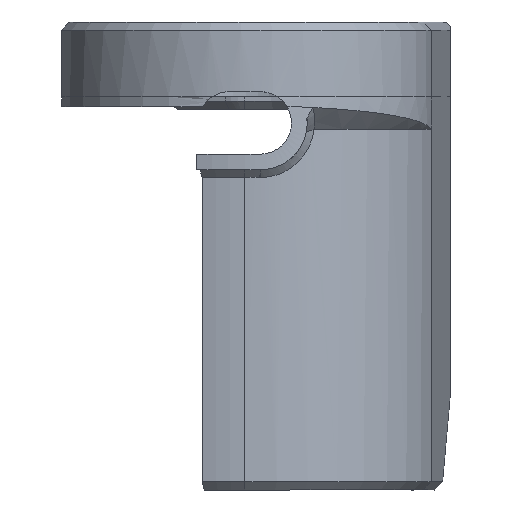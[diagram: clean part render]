
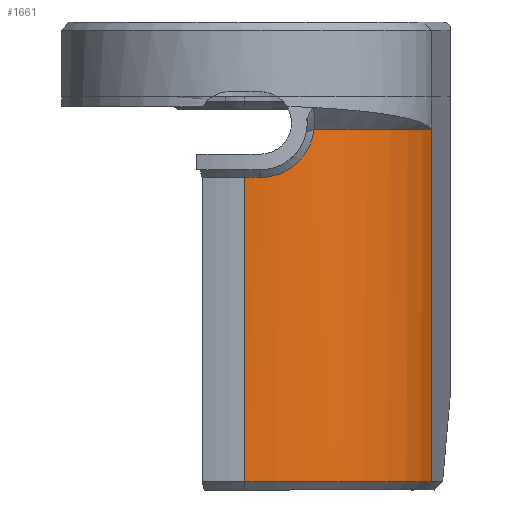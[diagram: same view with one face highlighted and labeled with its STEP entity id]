
A CAD part, left-side view. The second image highlights one B-rep face of the part: STEP entity #1661.
In plain terms, the highlighted cylindrical face has radius 36.854 mm (diameter 73.708 mm), a partial arc.
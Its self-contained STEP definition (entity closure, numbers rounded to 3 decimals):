
#68=CYLINDRICAL_SURFACE('',#1773,36.854);
#94=B_SPLINE_CURVE_WITH_KNOTS('',3,(#2490,#2491,#2492,#2493,#2494,#2495,
#2496,#2497,#2498),.UNSPECIFIED.,.F.,.F.,(4,1,1,1,1,1,4),(-5.357,
-4.994,-4.813,-4.722,-4.631,
-4.45,-4.087),.UNSPECIFIED.);
#98=B_SPLINE_CURVE_WITH_KNOTS('',3,(#2552,#2553,#2554,#2555),
 .UNSPECIFIED.,.F.,.F.,(4,4),(0.278,0.279),
 .UNSPECIFIED.);
#102=B_SPLINE_CURVE_WITH_KNOTS('',3,(#2591,#2592,#2593,#2594),
 .UNSPECIFIED.,.F.,.F.,(4,4),(-1.652,-1.649),
 .UNSPECIFIED.);
#140=FACE_OUTER_BOUND('',#236,.T.);
#236=EDGE_LOOP('',(#1141,#1142,#1143,#1144,#1145,#1146,#1147,#1148));
#333=CIRCLE('',#1767,36.854);
#337=CIRCLE('',#1774,36.854);
#338=CIRCLE('',#1775,36.854);
#418=LINE('',#2600,#557);
#419=LINE('',#2605,#558);
#557=VECTOR('',#1963,10.2);
#558=VECTOR('',#1968,10.);
#693=VERTEX_POINT('',#2437);
#695=VERTEX_POINT('',#2441);
#698=VERTEX_POINT('',#2488);
#699=VERTEX_POINT('',#2489);
#703=VERTEX_POINT('',#2551);
#706=VERTEX_POINT('',#2598);
#707=VERTEX_POINT('',#2602);
#708=VERTEX_POINT('',#2604);
#860=EDGE_CURVE('',#693,#695,#333,.T.);
#864=EDGE_CURVE('',#698,#699,#94,.T.);
#869=EDGE_CURVE('',#698,#703,#98,.T.);
#873=EDGE_CURVE('',#699,#693,#102,.T.);
#876=EDGE_CURVE('',#706,#695,#418,.T.);
#877=EDGE_CURVE('',#707,#706,#337,.T.);
#878=EDGE_CURVE('',#707,#708,#419,.T.);
#879=EDGE_CURVE('',#703,#708,#338,.T.);
#1141=ORIENTED_EDGE('',*,*,#860,.T.);
#1142=ORIENTED_EDGE('',*,*,#876,.F.);
#1143=ORIENTED_EDGE('',*,*,#877,.F.);
#1144=ORIENTED_EDGE('',*,*,#878,.T.);
#1145=ORIENTED_EDGE('',*,*,#879,.F.);
#1146=ORIENTED_EDGE('',*,*,#869,.F.);
#1147=ORIENTED_EDGE('',*,*,#864,.T.);
#1148=ORIENTED_EDGE('',*,*,#873,.T.);
#1661=ADVANCED_FACE('',(#140),#68,.T.);
#1767=AXIS2_PLACEMENT_3D('',#2443,#1949,#1950);
#1773=AXIS2_PLACEMENT_3D('',#2601,#1964,#1965);
#1774=AXIS2_PLACEMENT_3D('',#2603,#1966,#1967);
#1775=AXIS2_PLACEMENT_3D('',#2606,#1969,#1970);
#1949=DIRECTION('center_axis',(0.,0.,
-1.));
#1950=DIRECTION('ref_axis',(0.,-1.,0.));
#1963=DIRECTION('',(0.,0.,1.));
#1964=DIRECTION('center_axis',(0.,0.,
-1.));
#1965=DIRECTION('ref_axis',(-1.,0.,0.));
#1966=DIRECTION('center_axis',(0.,0.,
-1.));
#1967=DIRECTION('ref_axis',(1.,0.,0.));
#1968=DIRECTION('',(0.,0.,1.));
#1969=DIRECTION('center_axis',(0.,0.,
1.));
#1970=DIRECTION('ref_axis',(1.,0.,0.));
#2437=CARTESIAN_POINT('',(-80.403,-2.883,-22.5));
#2441=CARTESIAN_POINT('',(-80.516,0.,-22.5));
#2443=CARTESIAN_POINT('Origin',(-43.662,0.,
-22.5));
#2488=CARTESIAN_POINT('',(-78.016,-13.34,-13.204));
#2489=CARTESIAN_POINT('',(-80.393,-3.,-22.5));
#2490=CARTESIAN_POINT('Ctrl Pts',(-78.016,-13.34,-13.204));
#2491=CARTESIAN_POINT('Ctrl Pts',(-78.08,-13.176,-14.665));
#2492=CARTESIAN_POINT('Ctrl Pts',(-78.367,-12.445,-16.858));
#2493=CARTESIAN_POINT('Ctrl Pts',(-78.865,-10.926,-18.893));
#2494=CARTESIAN_POINT('Ctrl Pts',(-79.148,-9.955,-19.858));
#2495=CARTESIAN_POINT('Ctrl Pts',(-79.445,-8.849,-20.756));
#2496=CARTESIAN_POINT('Ctrl Pts',(-79.959,-6.633,-22.044));
#2497=CARTESIAN_POINT('Ctrl Pts',(-80.279,-4.405,-22.5));
#2498=CARTESIAN_POINT('Ctrl Pts',(-80.393,-3.,-22.5));
#2551=CARTESIAN_POINT('',(-78.015,-13.344,-13.2));
#2552=CARTESIAN_POINT('Ctrl Pts',(-78.016,-13.34,-13.204));
#2553=CARTESIAN_POINT('Ctrl Pts',(-78.016,-13.342,-13.203));
#2554=CARTESIAN_POINT('Ctrl Pts',(-78.015,-13.343,-13.201));
#2555=CARTESIAN_POINT('Ctrl Pts',(-78.015,-13.344,-13.2));
#2591=CARTESIAN_POINT('Ctrl Pts',(-80.393,-3.,-22.5));
#2592=CARTESIAN_POINT('Ctrl Pts',(-80.396,-2.961,-22.5));
#2593=CARTESIAN_POINT('Ctrl Pts',(-80.4,-2.922,-22.5));
#2594=CARTESIAN_POINT('Ctrl Pts',(-80.403,-2.883,-22.5));
#2598=CARTESIAN_POINT('',(-80.516,0.,-81.));
#2600=CARTESIAN_POINT('',(-80.516,0.,-23.4));
#2601=CARTESIAN_POINT('Origin',(-43.662,0.,
-25.));
#2602=CARTESIAN_POINT('',(-52.158,-35.861,-81.));
#2603=CARTESIAN_POINT('Origin',(-43.662,0.,
-81.));
#2604=CARTESIAN_POINT('',(-52.158,-35.861,-13.2));
#2605=CARTESIAN_POINT('',(-52.158,-35.861,-25.));
#2606=CARTESIAN_POINT('Origin',(-43.662,0.,
-13.2));
